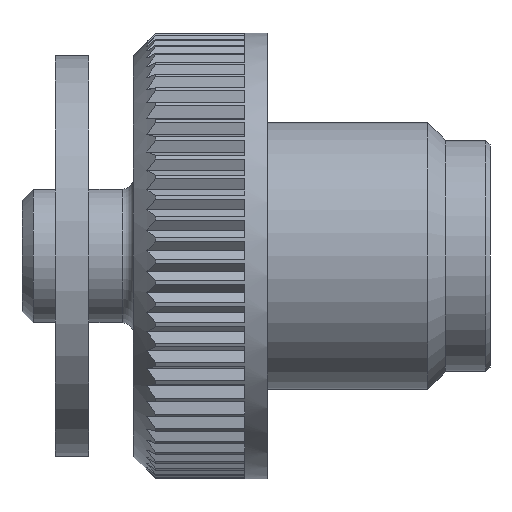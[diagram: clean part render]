
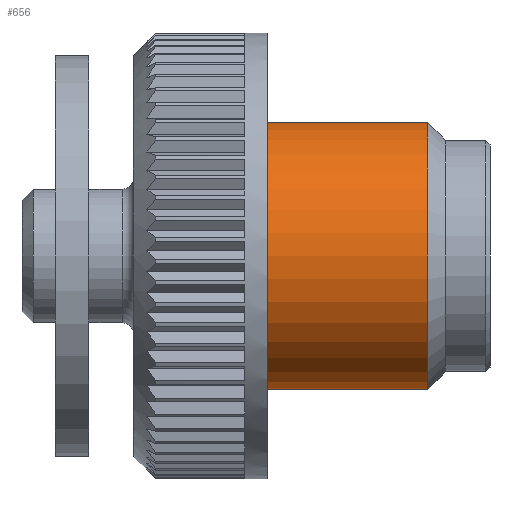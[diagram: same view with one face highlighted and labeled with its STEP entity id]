
A CAD part, front view. The second image highlights one B-rep face of the part: STEP entity #656.
In plain terms, the highlighted cylindrical face has radius 6 mm (diameter 12 mm), a full revolution.
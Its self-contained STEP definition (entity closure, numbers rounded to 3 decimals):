
#656=ADVANCED_FACE('',(#1590,#1591),#881,.T.);
#881=CYLINDRICAL_SURFACE('',#4528,6.);
#1590=FACE_BOUND('',#1636,.T.);
#1591=FACE_BOUND('',#1637,.T.);
#1636=EDGE_LOOP('',(#2342));
#1637=EDGE_LOOP('',(#2343));
#2342=ORIENTED_EDGE('',*,*,#3979,.T.);
#2343=ORIENTED_EDGE('',*,*,#3975,.T.);
#3478=VERTEX_POINT('',#7022);
#3482=VERTEX_POINT('',#7034);
#3975=EDGE_CURVE('',#3478,#3478,#4352,.T.);
#3979=EDGE_CURVE('',#3482,#3482,#4356,.T.);
#4352=CIRCLE('',#4519,6.);
#4356=CIRCLE('',#4527,6.);
#4519=AXIS2_PLACEMENT_3D('',#7021,#5178,#5179);
#4527=AXIS2_PLACEMENT_3D('',#7033,#5194,#5195);
#4528=AXIS2_PLACEMENT_3D('',#7035,#5196,#5197);
#5178=DIRECTION('',(1.,0.,0.));
#5179=DIRECTION('',(0.,0.,-1.));
#5194=DIRECTION('',(-1.,0.,0.));
#5195=DIRECTION('',(0.,0.,-1.));
#5196=DIRECTION('',(1.,0.,0.));
#5197=DIRECTION('',(0.,0.,-1.));
#7021=CARTESIAN_POINT('',(6.,0.,0.));
#7022=CARTESIAN_POINT('',(6.,0.,-6.));
#7033=CARTESIAN_POINT('',(13.2,0.,0.));
#7034=CARTESIAN_POINT('',(13.2,0.,-6.));
#7035=CARTESIAN_POINT('',(6.,0.,0.));
